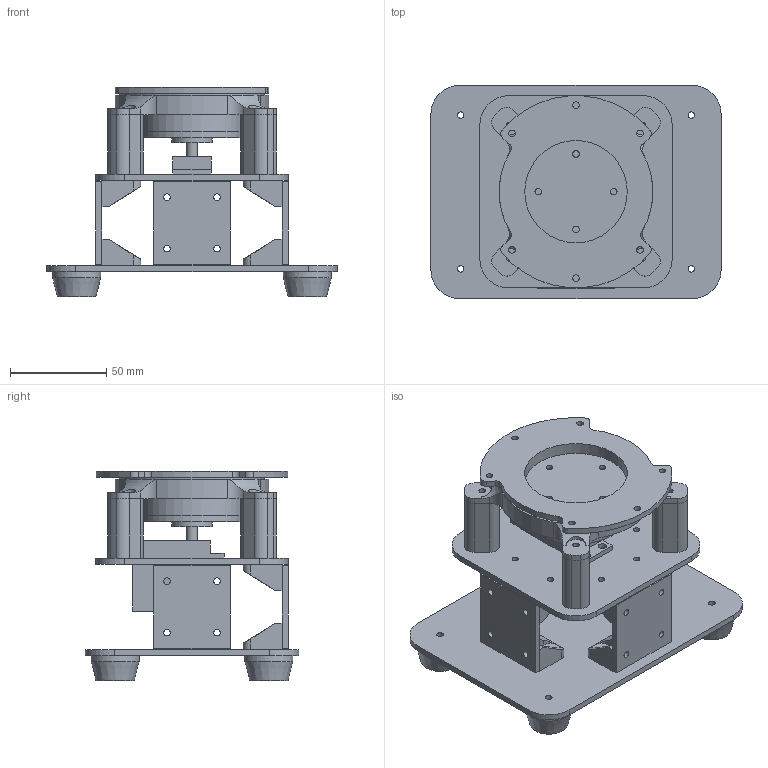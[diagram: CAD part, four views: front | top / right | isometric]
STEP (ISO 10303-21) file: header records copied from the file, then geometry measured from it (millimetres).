
FILE_DESCRIPTION(/* description */ (''),/* implementation_level */ '2;1');
FILE_NAME(/* name */ 'Tilt Mechanism v48.step',/* time_stamp */ '2022-06-21T23:16:54-04:00',/* author */ (''),/* organization */ (''),/* preprocessor_version */ 'ST-DEVELOPER v18.1',/* originating_system */ 'Autodesk Translation Framework v10.13.0.1454',/* authorisation */ '');
FILE_SCHEMA (('AUTOMOTIVE_DESIGN { 1 0 10303 214 3 1 1 }'));
Length unit declared in the file: millimetre
Products named in the file (22): Tilt Mechanism; servo; Servo_1; servo L; servo plate; axel; pan plate; bearing plate; side plate; side angle bracket; side angle bracket(Mirror); Component11; side plate(Mirror); side angle bracket(Mirror) (1); side angle bracket(Mirror)(Mirror); side angle bracket(Mirror) (2); side angle bracket (1); side plate (1); ball; bearing spacers; bottom plate xl; feet (1)
Assembly tree (21 placements, depth 4):
  Tilt Mechanism
    servo
      Servo_1
        servo L
    servo plate
    axel
    pan plate
    bearing plate
    side plate
    side angle bracket
    side angle bracket(Mirror)
    Component11
    side plate(Mirror)
    side angle bracket(Mirror) (1)
    side angle bracket(Mirror)(Mirror)
    side angle bracket(Mirror) (2)
    side angle bracket (1)
    side plate (1)
    ball
    bearing spacers
    bottom plate xl
      feet (1)
Bounding box: 151 x 111 x 109.2 mm (x, y, z)
Volume: 278766.4 mm3; surface area: 162240.1 mm2
Topology: 74 solids, 74 shells, 499 faces, 1242 edges, 804 vertices
Faces by surface type: cylinder 230, plane 211, sphere 50, torus 4, cone 4
Full cylindrical faces by diameter (mm): 3.4 x88, 4.4 x4, 5 x8, 5.8 x2, 10 x4, 21.3 x1, 25 x4, 29.3 x1, 53.3 x3, 56.3 x1, 57.3 x1, 63 x1, 67 x1, 67.8 x1, 75.2 x1, 76 x1
Entity records: 15667 total; most frequent: DIRECTION 2720, CARTESIAN_POINT 2716, ORIENTED_EDGE 2284, EDGE_CURVE 1142, AXIS2_PLACEMENT_3D 1056, VERTEX_POINT 804, EDGE_LOOP 720, LINE 608
